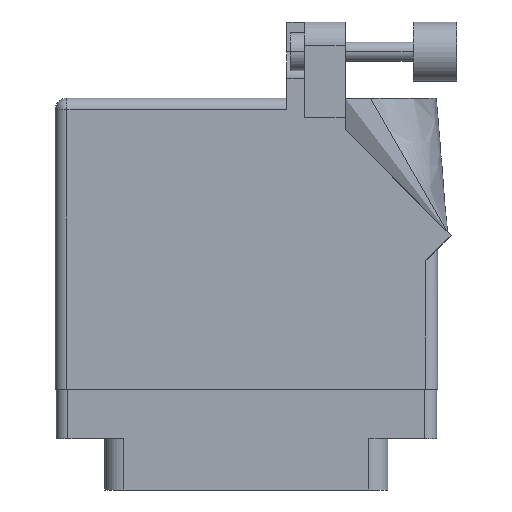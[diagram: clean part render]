
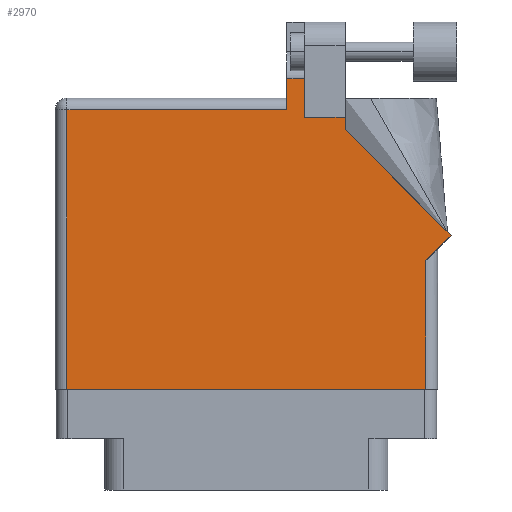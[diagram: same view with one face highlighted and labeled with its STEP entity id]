
A CAD part, front view. The second image highlights one B-rep face of the part: STEP entity #2970.
In plain terms, the highlighted face is planar.
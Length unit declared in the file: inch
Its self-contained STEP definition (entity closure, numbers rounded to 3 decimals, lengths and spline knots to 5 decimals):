
#579 = DIRECTION ( 'NONE',  ( -1., 0., 0. ) ) ;
#1029 = LINE ( 'NONE', #20667, #5323 ) ;
#1156 = EDGE_CURVE ( 'NONE', #9263, #33505, #16276, .T. ) ;
#1565 = VERTEX_POINT ( 'NONE', #13905 ) ;
#2212 = LINE ( 'NONE', #10423, #9987 ) ;
#2557 = CARTESIAN_POINT ( 'NONE',  ( 1.524, 1.43, 0. ) ) ;
#2580 = DIRECTION ( 'NONE',  ( 1., 0., 0. ) ) ;
#2872 = ORIENTED_EDGE ( 'NONE', *, *, #3227, .T. ) ;
#2970 = ADVANCED_FACE ( 'NONE', ( #15891 ), #24081, .F. ) ;
#3227 = EDGE_CURVE ( 'NONE', #27179, #18106, #1029, .T. ) ;
#3423 = LINE ( 'NONE', #33058, #3848 ) ;
#3848 = VECTOR ( 'NONE', #579, 39.37008 ) ;
#4516 = ORIENTED_EDGE ( 'NONE', *, *, #10077, .T. ) ;
#4731 = AXIS2_PLACEMENT_3D ( 'NONE', #34964, #18745, #31945 ) ;
#5323 = VECTOR ( 'NONE', #12094, 39.37008 ) ;
#5435 = ORIENTED_EDGE ( 'NONE', *, *, #29651, .T. ) ;
#5521 = CARTESIAN_POINT ( 'NONE',  ( 1.217, 1.6315, 0. ) ) ;
#5880 = VECTOR ( 'NONE', #19473, 39.37008 ) ;
#6002 = EDGE_LOOP ( 'NONE', ( #18550, #31572, #33779, #30307, #7853, #4516, #8849, #15201, #2872, #21196, #5435 ) ) ;
#6562 = VERTEX_POINT ( 'NONE', #14709 ) ;
#7174 = EDGE_CURVE ( 'NONE', #32543, #12253, #8453, .T. ) ;
#7853 = ORIENTED_EDGE ( 'NONE', *, *, #7174, .T. ) ;
#8014 = CARTESIAN_POINT ( 'NONE',  ( 0.062, 0., 0. ) ) ;
#8453 = LINE ( 'NONE', #19348, #20849 ) ;
#8849 = ORIENTED_EDGE ( 'NONE', *, *, #29679, .T. ) ;
#9196 = VERTEX_POINT ( 'NONE', #29621 ) ;
#9263 = VERTEX_POINT ( 'NONE', #5521 ) ;
#9317 = VERTEX_POINT ( 'NONE', #22445 ) ;
#9903 = CARTESIAN_POINT ( 'NONE',  ( 1.311, 1.43, 0. ) ) ;
#9987 = VECTOR ( 'NONE', #13102, 39.37008 ) ;
#10077 = EDGE_CURVE ( 'NONE', #12253, #9196, #23826, .T. ) ;
#10423 = CARTESIAN_POINT ( 'NONE',  ( 1.948, 0.737, 0. ) ) ;
#11170 = CARTESIAN_POINT ( 'NONE',  ( 1.524, 1.36442, 0. ) ) ;
#11644 = EDGE_CURVE ( 'NONE', #18106, #34827, #16873, .T. ) ;
#11742 = VECTOR ( 'NONE', #29657, 39.37008 ) ;
#11786 = VECTOR ( 'NONE', #33871, 39.37008 ) ;
#11810 = CARTESIAN_POINT ( 'NONE',  ( 0.062, 1.468, 0. ) ) ;
#12094 = DIRECTION ( 'NONE',  ( -0.707, 0.707, 0. ) ) ;
#12253 = VERTEX_POINT ( 'NONE', #8014 ) ;
#12925 = LINE ( 'NONE', #2557, #23652 ) ;
#13102 = DIRECTION ( 'NONE',  ( 0., 1., 0. ) ) ;
#13448 = DIRECTION ( 'NONE',  ( -1., 0., 0. ) ) ;
#13905 = CARTESIAN_POINT ( 'NONE',  ( 1.311, 1.43, 0. ) ) ;
#14096 = CARTESIAN_POINT ( 'NONE',  ( 2.08071, 0.80771, 0. ) ) ;
#14709 = CARTESIAN_POINT ( 'NONE',  ( 1.948, 0.675, 0. ) ) ;
#15201 = ORIENTED_EDGE ( 'NONE', *, *, #21562, .T. ) ;
#15811 = CARTESIAN_POINT ( 'NONE',  ( 0., 0., 0. ) ) ;
#15891 = FACE_OUTER_BOUND ( 'NONE', #6002, .T. ) ;
#16276 = LINE ( 'NONE', #18955, #11742 ) ;
#16873 = LINE ( 'NONE', #11170, #23340 ) ;
#18106 = VERTEX_POINT ( 'NONE', #31539 ) ;
#18550 = ORIENTED_EDGE ( 'NONE', *, *, #23167, .T. ) ;
#18745 = DIRECTION ( 'NONE',  ( 0., 0., -1. ) ) ;
#18955 = CARTESIAN_POINT ( 'NONE',  ( 1.217, 1.53, 0. ) ) ;
#19348 = CARTESIAN_POINT ( 'NONE',  ( 0.062, 0., 0. ) ) ;
#19473 = DIRECTION ( 'NONE',  ( 0.707, 0.707, 0. ) ) ;
#20667 = CARTESIAN_POINT ( 'NONE',  ( 2.08071, 0.80771, 0. ) ) ;
#20849 = VECTOR ( 'NONE', #24338, 39.37008 ) ;
#21196 = ORIENTED_EDGE ( 'NONE', *, *, #11644, .T. ) ;
#21297 = CARTESIAN_POINT ( 'NONE',  ( 1.217, 1.468, 0. ) ) ;
#21562 = EDGE_CURVE ( 'NONE', #6562, #27179, #21966, .T. ) ;
#21966 = LINE ( 'NONE', #27498, #5880 ) ;
#22445 = CARTESIAN_POINT ( 'NONE',  ( 1.311, 1.6315, 0. ) ) ;
#22985 = CARTESIAN_POINT ( 'NONE',  ( 1.64177, 1.6315, 0. ) ) ;
#23167 = EDGE_CURVE ( 'NONE', #1565, #9317, #31324, .T. ) ;
#23340 = VECTOR ( 'NONE', #27762, 39.37008 ) ;
#23652 = VECTOR ( 'NONE', #13448, 39.37008 ) ;
#23826 = LINE ( 'NONE', #15811, #24068 ) ;
#24015 = CARTESIAN_POINT ( 'NONE',  ( 1.524, 1.43, 0. ) ) ;
#24068 = VECTOR ( 'NONE', #2580, 39.37008 ) ;
#24081 = PLANE ( 'NONE',  #4731 ) ;
#24338 = DIRECTION ( 'NONE',  ( 0., -1., 0. ) ) ;
#25164 = LINE ( 'NONE', #22985, #11786 ) ;
#27179 = VERTEX_POINT ( 'NONE', #14096 ) ;
#27498 = CARTESIAN_POINT ( 'NONE',  ( 2.01, 0.737, 0. ) ) ;
#27762 = DIRECTION ( 'NONE',  ( 0., 1., 0. ) ) ;
#29621 = CARTESIAN_POINT ( 'NONE',  ( 1.948, 0., 0. ) ) ;
#29651 = EDGE_CURVE ( 'NONE', #34827, #1565, #12925, .T. ) ;
#29657 = DIRECTION ( 'NONE',  ( 0., -1., 0. ) ) ;
#29679 = EDGE_CURVE ( 'NONE', #9196, #6562, #2212, .T. ) ;
#30307 = ORIENTED_EDGE ( 'NONE', *, *, #32490, .T. ) ;
#31282 = EDGE_CURVE ( 'NONE', #9317, #9263, #25164, .T. ) ;
#31324 = LINE ( 'NONE', #9903, #32818 ) ;
#31539 = CARTESIAN_POINT ( 'NONE',  ( 1.524, 1.36442, 0. ) ) ;
#31572 = ORIENTED_EDGE ( 'NONE', *, *, #31282, .T. ) ;
#31945 = DIRECTION ( 'NONE',  ( -1., 0., 0. ) ) ;
#32490 = EDGE_CURVE ( 'NONE', #33505, #32543, #3423, .T. ) ;
#32543 = VERTEX_POINT ( 'NONE', #11810 ) ;
#32818 = VECTOR ( 'NONE', #34343, 39.37008 ) ;
#33058 = CARTESIAN_POINT ( 'NONE',  ( 0., 1.468, 0. ) ) ;
#33505 = VERTEX_POINT ( 'NONE', #21297 ) ;
#33779 = ORIENTED_EDGE ( 'NONE', *, *, #1156, .T. ) ;
#33871 = DIRECTION ( 'NONE',  ( -1., 0., 0. ) ) ;
#34343 = DIRECTION ( 'NONE',  ( 0., 1., 0. ) ) ;
#34827 = VERTEX_POINT ( 'NONE', #24015 ) ;
#34964 = CARTESIAN_POINT ( 'NONE',  ( 0., 1.53, 0. ) ) ;
